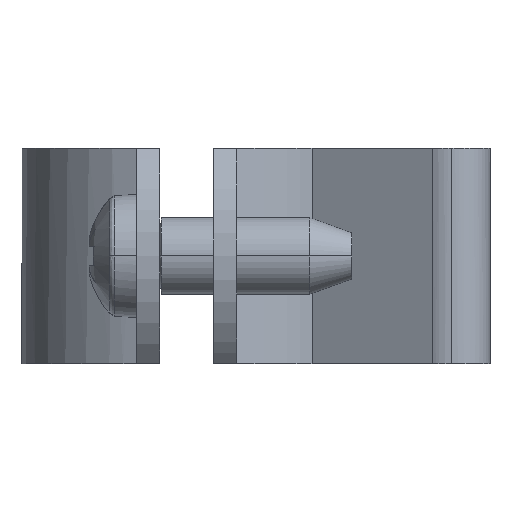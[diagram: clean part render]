
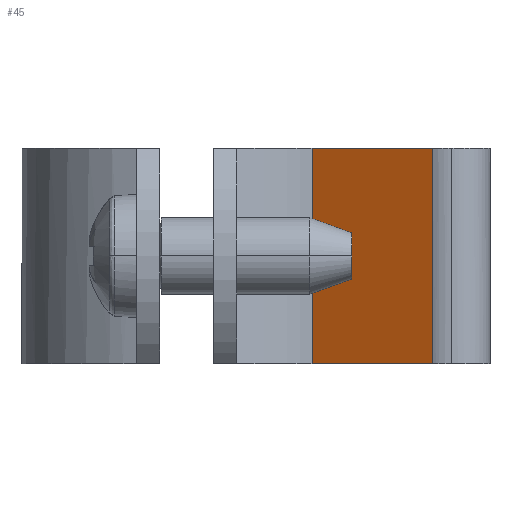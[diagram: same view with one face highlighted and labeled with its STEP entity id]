
A CAD part, left-side view. The second image highlights one B-rep face of the part: STEP entity #45.
In plain terms, the highlighted planar face has unit normal (-0.866, 0.5, 0).
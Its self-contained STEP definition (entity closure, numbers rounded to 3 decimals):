
#45=ADVANCED_FACE('',(#214),#2539,.T.);
#214=FACE_OUTER_BOUND('',#387,.T.);
#387=EDGE_LOOP('',(#627,#628,#629,#630));
#627=ORIENTED_EDGE('',*,*,#1409,.T.);
#628=ORIENTED_EDGE('',*,*,#1410,.T.);
#629=ORIENTED_EDGE('',*,*,#1412,.F.);
#630=ORIENTED_EDGE('',*,*,#1411,.F.);
#1409=EDGE_CURVE('',#2234,#2233,#1811,.T.);
#1410=EDGE_CURVE('',#2233,#2203,#1812,.T.);
#1411=EDGE_CURVE('',#2234,#2204,#1813,.T.);
#1412=EDGE_CURVE('',#2204,#2203,#1814,.T.);
#1811=B_SPLINE_CURVE_WITH_KNOTS('',1,(#3381,#3382),.UNSPECIFIED.,.F.,.F.,
(2,2),(-7.322,0.),.UNSPECIFIED.);
#1812=B_SPLINE_CURVE_WITH_KNOTS('',1,(#3383,#3384),.UNSPECIFIED.,.F.,.F.,
(2,2),(-14.,0.),.UNSPECIFIED.);
#1813=B_SPLINE_CURVE_WITH_KNOTS('',1,(#3385,#3386),.UNSPECIFIED.,.F.,.F.,
(2,2),(1.401,15.401),.UNSPECIFIED.);
#1814=B_SPLINE_CURVE_WITH_KNOTS('',1,(#3387,#3388),.UNSPECIFIED.,.F.,.F.,
(2,2),(-7.322,0.),.UNSPECIFIED.);
#2203=VERTEX_POINT('',#3234);
#2204=VERTEX_POINT('',#3235);
#2233=VERTEX_POINT('',#3264);
#2234=VERTEX_POINT('',#3265);
#2539=PLANE('',#2726);
#2726=AXIS2_PLACEMENT_3D('',#2984,#2828,$);
#2828=DIRECTION('',(-0.866,0.5,0.));
#2984=CARTESIAN_POINT('',(-6.926,-6.676,-11.401));
#3234=CARTESIAN_POINT('',(-12.165,-15.75,7.));
#3235=CARTESIAN_POINT('',(-7.641,-7.913,7.));
#3264=CARTESIAN_POINT('',(-12.165,-15.75,-7.));
#3265=CARTESIAN_POINT('',(-7.641,-7.913,-7.));
#3381=CARTESIAN_POINT('',(-7.641,-7.913,-7.));
#3382=CARTESIAN_POINT('',(-12.165,-15.75,-7.));
#3383=CARTESIAN_POINT('',(-12.165,-15.75,-7.));
#3384=CARTESIAN_POINT('',(-12.165,-15.75,7.));
#3385=CARTESIAN_POINT('',(-7.641,-7.913,-7.));
#3386=CARTESIAN_POINT('',(-7.641,-7.913,7.));
#3387=CARTESIAN_POINT('',(-7.641,-7.913,7.));
#3388=CARTESIAN_POINT('',(-12.165,-15.75,7.));
